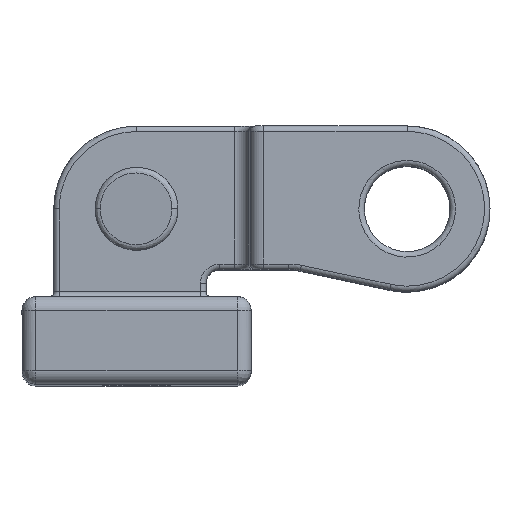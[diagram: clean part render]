
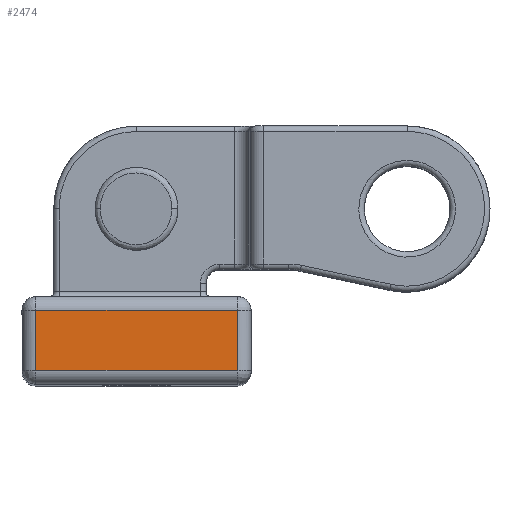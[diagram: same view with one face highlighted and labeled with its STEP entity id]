
A CAD part, top view. The second image highlights one B-rep face of the part: STEP entity #2474.
In plain terms, the highlighted planar face has unit normal (0, 0, 1).
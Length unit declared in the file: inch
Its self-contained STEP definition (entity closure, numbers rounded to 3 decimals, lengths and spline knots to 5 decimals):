
#73=PLANE('',#2770);
#283=FACE_OUTER_BOUND('',#441,.T.);
#441=EDGE_LOOP('',(#2200,#2201,#2202,#2203));
#730=LINE('',#5731,#897);
#733=LINE('',#5758,#900);
#748=LINE('',#5814,#915);
#764=LINE('',#6244,#931);
#897=VECTOR('',#3353,0.08557);
#900=VECTOR('',#3358,0.08557);
#915=VECTOR('',#3405,0.2874);
#931=VECTOR('',#3463,0.2874);
#1164=VERTEX_POINT('',#5658);
#1174=VERTEX_POINT('',#5680);
#1182=VERTEX_POINT('',#5730);
#1185=VERTEX_POINT('',#5744);
#1493=EDGE_CURVE('',#1182,#1164,#730,.T.);
#1498=EDGE_CURVE('',#1174,#1185,#733,.T.);
#1520=EDGE_CURVE('',#1164,#1174,#748,.T.);
#1552=EDGE_CURVE('',#1182,#1185,#764,.T.);
#2200=ORIENTED_EDGE('',*,*,#1520,.T.);
#2201=ORIENTED_EDGE('',*,*,#1498,.T.);
#2202=ORIENTED_EDGE('',*,*,#1552,.F.);
#2203=ORIENTED_EDGE('',*,*,#1493,.T.);
#2474=ADVANCED_FACE('',(#283),#73,.T.);
#2770=AXIS2_PLACEMENT_3D('',#6243,#3461,#3462);
#3353=DIRECTION('',(0.,1.,0.));
#3358=DIRECTION('',(0.,-1.,0.));
#3405=DIRECTION('',(-1.,0.,0.));
#3461=DIRECTION('center_axis',(0.,0.,1.));
#3462=DIRECTION('ref_axis',(1.,0.,0.));
#3463=DIRECTION('',(-1.,0.,0.));
#5658=CARTESIAN_POINT('',(-0.04921,0.03937,0.74803));
#5680=CARTESIAN_POINT('',(-0.33661,0.03937,0.74803));
#5730=CARTESIAN_POINT('',(-0.04921,-0.0462,0.74803));
#5731=CARTESIAN_POINT('',(-0.04921,-0.0462,0.74803));
#5744=CARTESIAN_POINT('',(-0.33661,-0.0462,0.74803));
#5758=CARTESIAN_POINT('',(-0.33661,0.03937,0.74803));
#5814=CARTESIAN_POINT('',(-0.04921,0.03937,0.74803));
#6243=CARTESIAN_POINT('Origin',(0.,0.,0.74803));
#6244=CARTESIAN_POINT('',(-0.04921,-0.0462,0.74803));
